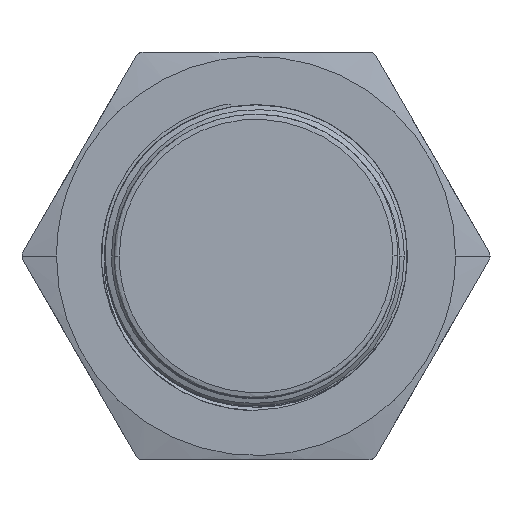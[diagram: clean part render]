
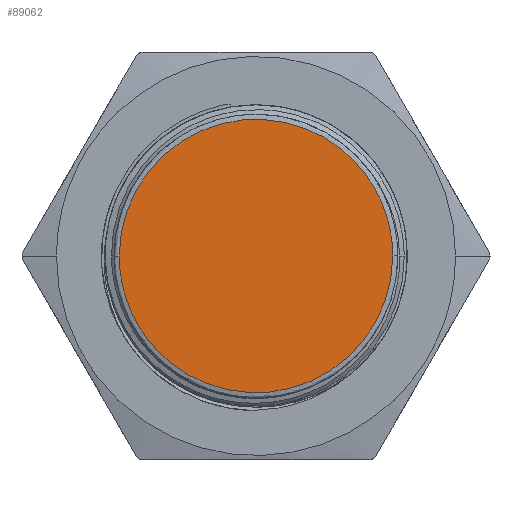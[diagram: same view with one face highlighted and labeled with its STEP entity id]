
A CAD part, front view. The second image highlights one B-rep face of the part: STEP entity #89062.
In plain terms, the highlighted planar face has unit normal (0, -1, 0).
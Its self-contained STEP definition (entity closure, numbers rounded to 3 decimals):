
#1029 =( BOUNDED_CURVE ( )  B_SPLINE_CURVE ( 3, ( #47165, #74907, #67203, #46723 ),
 .UNSPECIFIED., .F., .F. ) 
 B_SPLINE_CURVE_WITH_KNOTS ( ( 4, 4 ),
 ( 0., 1. ),
 .UNSPECIFIED. ) 
 CURVE ( )  GEOMETRIC_REPRESENTATION_ITEM ( )  RATIONAL_B_SPLINE_CURVE ( ( 1., 0.333, 0.333, 1. ) ) 
 REPRESENTATION_ITEM ( '' )  );
#3494 = ORIENTED_EDGE ( 'NONE', *, *, #58821, .F. ) ;
#7166 = CARTESIAN_POINT ( 'NONE',  ( -13.417, 0., 0. ) ) ;
#9947 = VERTEX_POINT ( 'NONE', #16217 ) ;
#12248 = CARTESIAN_POINT ( 'NONE',  ( 0., 0., 0. ) ) ;
#14887 = CARTESIAN_POINT ( 'NONE',  ( -13.417, 0., -26.833 ) ) ;
#16217 = CARTESIAN_POINT ( 'NONE',  ( 13.417, 0., 0. ) ) ;
#25421 = DIRECTION ( 'NONE',  ( 1., 0., 0. ) ) ;
#27519 = VERTEX_POINT ( 'NONE', #89127 ) ;
#28512 = CARTESIAN_POINT ( 'NONE',  ( 13.417, 0., -26.833 ) ) ;
#41238 = CARTESIAN_POINT ( 'NONE',  ( 13.417, 0., 0. ) ) ;
#46723 = CARTESIAN_POINT ( 'NONE',  ( 13.417, 0., 0. ) ) ;
#47165 = CARTESIAN_POINT ( 'NONE',  ( -13.417, 0., 0. ) ) ;
#47535 = ORIENTED_EDGE ( 'NONE', *, *, #58932, .F. ) ;
#56799 =( BOUNDED_CURVE ( )  B_SPLINE_CURVE ( 3, ( #41238, #28512, #14887, #7166 ),
 .UNSPECIFIED., .F., .F. ) 
 B_SPLINE_CURVE_WITH_KNOTS ( ( 4, 4 ),
 ( 0., 1. ),
 .UNSPECIFIED. ) 
 CURVE ( )  GEOMETRIC_REPRESENTATION_ITEM ( )  RATIONAL_B_SPLINE_CURVE ( ( 1., 0.333, 0.333, 1. ) ) 
 REPRESENTATION_ITEM ( '' )  );
#58821 = EDGE_CURVE ( 'NONE', #27519, #9947, #1029, .T. ) ;
#58932 = EDGE_CURVE ( 'NONE', #9947, #27519, #56799, .T. ) ;
#61775 = PLANE ( 'NONE',  #83589 ) ;
#67203 = CARTESIAN_POINT ( 'NONE',  ( 13.417, 0., 26.833 ) ) ;
#73121 = EDGE_LOOP ( 'NONE', ( #3494, #47535 ) ) ;
#74907 = CARTESIAN_POINT ( 'NONE',  ( -13.417, 0., 26.833 ) ) ;
#81340 = FACE_OUTER_BOUND ( 'NONE', #73121, .T. ) ;
#83589 = AXIS2_PLACEMENT_3D ( 'NONE', #12248, #89495, #25421 ) ;
#89062 = ADVANCED_FACE ( 'NONE', ( #81340 ), #61775, .F. ) ;
#89127 = CARTESIAN_POINT ( 'NONE',  ( -13.417, 0., 0. ) ) ;
#89495 = DIRECTION ( 'NONE',  ( 0., 1., 0. ) ) ;
